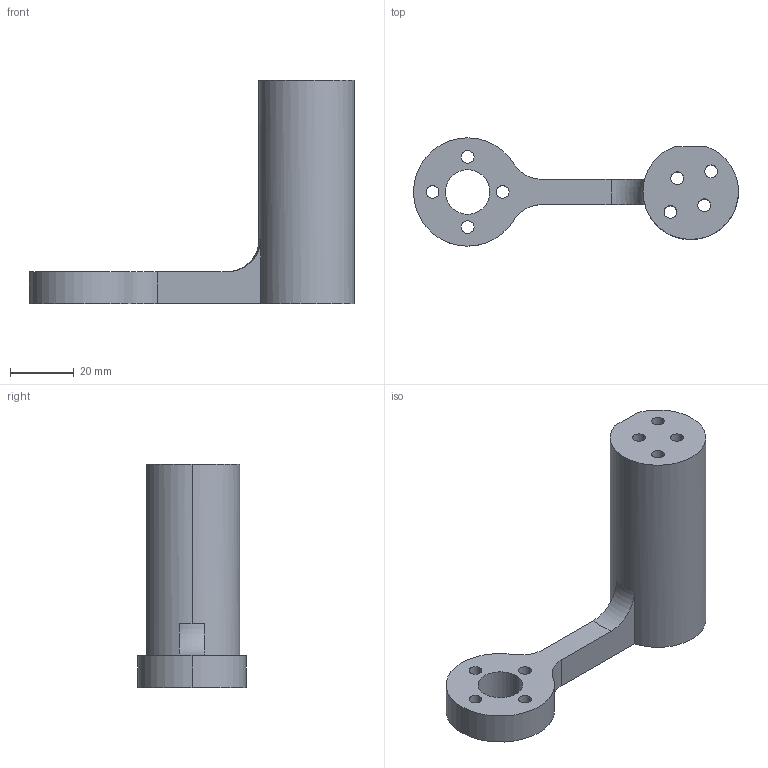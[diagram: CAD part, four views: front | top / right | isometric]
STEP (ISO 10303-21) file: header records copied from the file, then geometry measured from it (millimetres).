
FILE_DESCRIPTION (( 'STEP AP203' ), '1' );
FILE_NAME ('Cruise_Mount.STEP', '2025-09-02T21:06:35', ( '' ), ( '' ), 'SwSTEP 2.0', 'SolidWorks 2024', '' );
FILE_SCHEMA (( 'CONFIG_CONTROL_DESIGN' ));
Length unit declared in the file: millimetre
Products named in the file (1): Cruise_Mount
Bounding box: 102 x 34 x 70 mm (x, y, z)
Volume: 55967.8 mm3; surface area: 16059 mm2
Topology: 1 solids, 1 shells, 32 faces, 90 edges, 60 vertices
Faces by surface type: cylinder 25, plane 6, torus 1
Entity records: 1220 total; most frequent: CARTESIAN_POINT 227, DIRECTION 207, ORIENTED_EDGE 180, EDGE_CURVE 90, AXIS2_PLACEMENT_3D 86, VERTEX_POINT 60, CIRCLE 53, EDGE_LOOP 50
